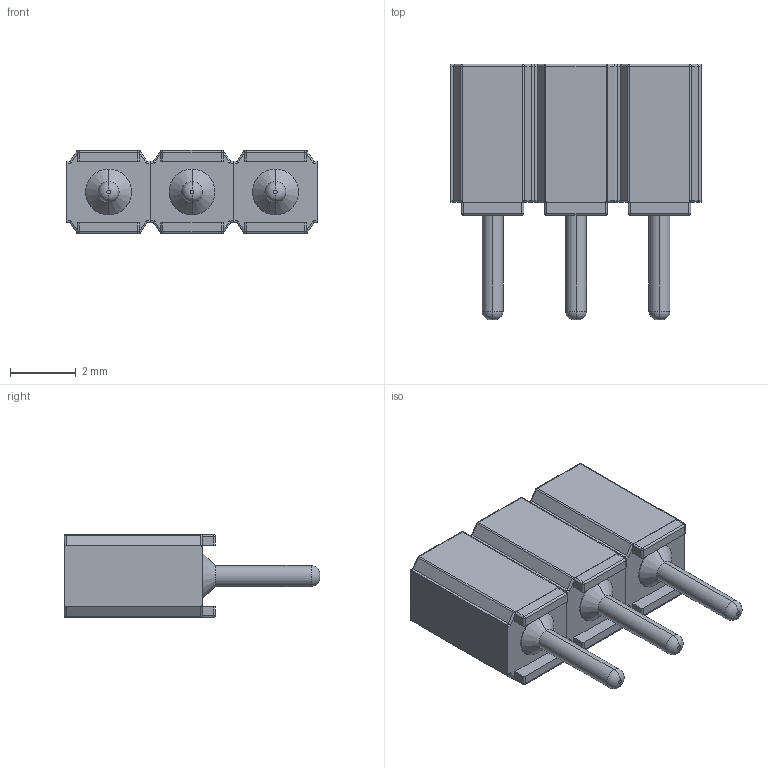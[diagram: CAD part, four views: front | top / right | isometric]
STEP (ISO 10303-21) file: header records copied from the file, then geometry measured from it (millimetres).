
FILE_DESCRIPTION (( 'STEP AP214' ), '1' );
FILE_NAME ('801-xx-003-10-012000.STEP', '2018-08-06T20:24:59', ( '' ), ( '' ), 'SwSTEP 2.0', 'SolidWorks 2014', '' );
FILE_SCHEMA (( 'AUTOMOTIVE_DESIGN' ));
Length unit declared in the file: millimetre
Products named in the file (1): 801-xx-003-10-012000
Bounding box: 7.62 x 7.78 x 2.54 mm (x, y, z)
Volume: 79 mm3; surface area: 222.7 mm2
Topology: 9 solids, 12 shells, 288 faces, 648 edges, 372 vertices
Faces by surface type: cylinder 138, plane 96, sphere 24, cone 18, torus 12
Entity records: 7844 total; most frequent: CARTESIAN_POINT 1429, DIRECTION 1394, ORIENTED_EDGE 1248, EDGE_CURVE 624, AXIS2_PLACEMENT_3D 529, VERTEX_POINT 372, LINE 336, VECTOR 336
